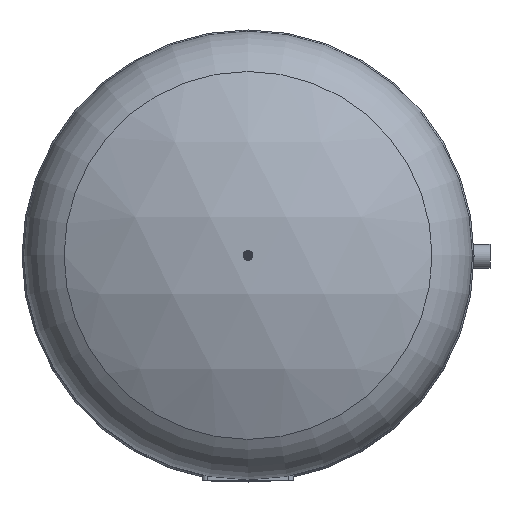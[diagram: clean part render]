
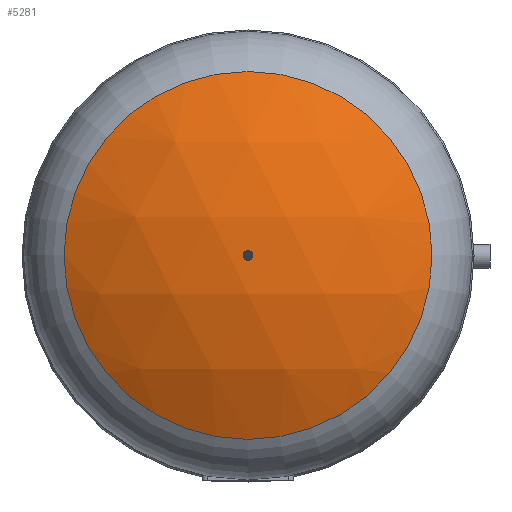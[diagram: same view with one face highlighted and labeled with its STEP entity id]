
A CAD part, top view. The second image highlights one B-rep face of the part: STEP entity #5281.
In plain terms, the highlighted spherical face has radius 546.2 mm.
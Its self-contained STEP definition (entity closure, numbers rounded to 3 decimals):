
#65=SPHERICAL_SURFACE('',#5851,546.2);
#533=FACE_OUTER_BOUND('',#901,.T.);
#901=EDGE_LOOP('',(#4553));
#2082=CIRCLE('',#5852,260.02);
#2562=VERTEX_POINT('',#9009);
#3240=EDGE_CURVE('',#2562,#2562,#2082,.T.);
#4553=ORIENTED_EDGE('',*,*,#3240,.T.);
#5281=ADVANCED_FACE('',(#533),#65,.T.);
#5851=AXIS2_PLACEMENT_3D('',#9008,#7306,#7307);
#5852=AXIS2_PLACEMENT_3D('',#9010,#7308,#7309);
#7306=DIRECTION('center_axis',(0.,-1.,0.));
#7307=DIRECTION('ref_axis',(1.,0.,0.));
#7308=DIRECTION('center_axis',(0.,0.,
1.));
#7309=DIRECTION('ref_axis',(1.,0.,0.));
#9008=CARTESIAN_POINT('Origin',(0.,0.,542.8));
#9009=CARTESIAN_POINT('',(-260.02,0.,1023.137));
#9010=CARTESIAN_POINT('Origin',(0.,0.,1023.137));
